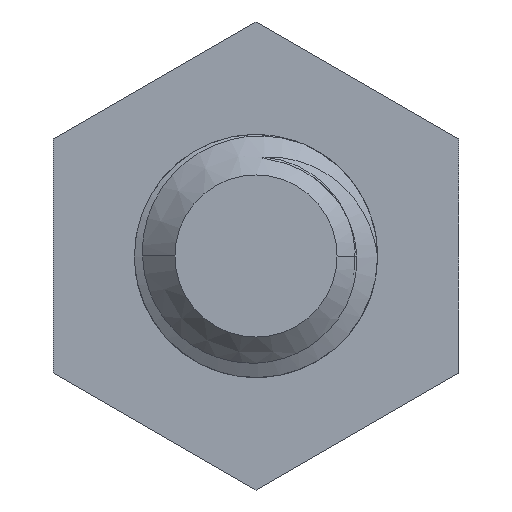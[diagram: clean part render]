
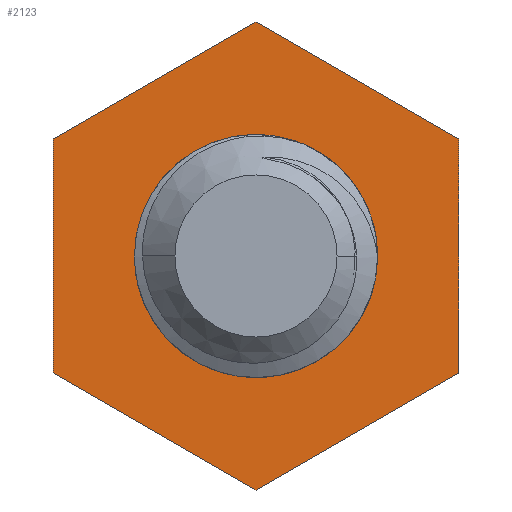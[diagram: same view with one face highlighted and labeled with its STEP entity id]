
A CAD part, front view. The second image highlights one B-rep face of the part: STEP entity #2123.
In plain terms, the highlighted planar face has unit normal (0, -1, 0).
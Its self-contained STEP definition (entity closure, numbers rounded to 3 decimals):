
#10 = CARTESIAN_POINT ( 'NONE',  ( -1.5, 0., 0. ) ) ;
#33 = CARTESIAN_POINT ( 'NONE',  ( 1.5, 0., -0.014 ) ) ;
#39 = CARTESIAN_POINT ( 'NONE',  ( 2.5, 0., 1.443 ) ) ;
#231 = DIRECTION ( 'NONE',  ( -1., 0., 0. ) ) ;
#233 = PLANE ( 'NONE',  #446 ) ;
#235 = CARTESIAN_POINT ( 'NONE',  ( 1.5, 0., 0. ) ) ;
#243 = DIRECTION ( 'NONE',  ( 0., 1., 0. ) ) ;
#348 = AXIS2_PLACEMENT_3D ( 'NONE', #3566, #3565, #3563 ) ;
#351 = AXIS2_PLACEMENT_3D ( 'NONE', #3825, #3824, #3823 ) ;
#446 = AXIS2_PLACEMENT_3D ( 'NONE', #235, #243, #231 ) ;
#458 = AXIS2_PLACEMENT_3D ( 'NONE', #2790, #3098, #3667 ) ;
#551 = FACE_OUTER_BOUND ( 'NONE', #4094, .T. ) ;
#555 = FACE_BOUND ( 'NONE', #4208, .T. ) ;
#560 = LINE ( 'NONE', #4599, #563 ) ;
#563 = VECTOR ( 'NONE', #4597, 1000. ) ;
#604 = VECTOR ( 'NONE', #4873, 1000. ) ;
#614 = LINE ( 'NONE', #4880, #604 ) ;
#652 = CIRCLE ( 'NONE', #1928, 1.5 ) ;
#680 = CIRCLE ( 'NONE', #348, 1.5 ) ;
#687 = CIRCLE ( 'NONE', #351, 1.5 ) ;
#715 = VECTOR ( 'NONE', #3585, 1000. ) ;
#717 = LINE ( 'NONE', #3611, #715 ) ;
#722 = VECTOR ( 'NONE', #3162, 1000. ) ;
#724 = LINE ( 'NONE', #3189, #722 ) ;
#725 = VECTOR ( 'NONE', #3140, 1000. ) ;
#727 = LINE ( 'NONE', #3021, #725 ) ;
#728 = CIRCLE ( 'NONE', #458, 1.5 ) ;
#731 = VECTOR ( 'NONE', #3587, 1000. ) ;
#732 = LINE ( 'NONE', #3480, #731 ) ;
#1928 = AXIS2_PLACEMENT_3D ( 'NONE', #4452, #4728, #4855 ) ;
#1941 = EDGE_CURVE ( 'NONE', #4396, #4069, #652, .T. ) ;
#1969 = EDGE_CURVE ( 'NONE', #4194, #4405, #614, .T. ) ;
#1991 = EDGE_CURVE ( 'NONE', #4382, #4143, #560, .T. ) ;
#2014 = EDGE_CURVE ( 'NONE', #4143, #4054, #732, .T. ) ;
#2019 = EDGE_CURVE ( 'NONE', #4405, #4382, #727, .T. ) ;
#2020 = EDGE_CURVE ( 'NONE', #4069, #4428, #728, .T. ) ;
#2021 = EDGE_CURVE ( 'NONE', #4054, #4250, #724, .T. ) ;
#2029 = EDGE_CURVE ( 'NONE', #4250, #4194, #717, .T. ) ;
#2061 = EDGE_CURVE ( 'NONE', #4026, #4396, #687, .T. ) ;
#2070 = EDGE_CURVE ( 'NONE', #4428, #4026, #680, .T. ) ;
#2123 = ADVANCED_FACE ( 'NONE', ( #555, #551 ), #233, .F. ) ;
#2790 = CARTESIAN_POINT ( 'NONE',  ( 0., 0., 0. ) ) ;
#3021 = CARTESIAN_POINT ( 'NONE',  ( -2.5, 0., -1.443 ) ) ;
#3098 = DIRECTION ( 'NONE',  ( 0., 1., 0. ) ) ;
#3140 = DIRECTION ( 'NONE',  ( 0., 0., 1. ) ) ;
#3162 = DIRECTION ( 'NONE',  ( 0., 0., -1. ) ) ;
#3189 = CARTESIAN_POINT ( 'NONE',  ( 2.5, 0., 1.443 ) ) ;
#3480 = CARTESIAN_POINT ( 'NONE',  ( 0., 0., 2.887 ) ) ;
#3563 = DIRECTION ( 'NONE',  ( -1., 0., 0. ) ) ;
#3565 = DIRECTION ( 'NONE',  ( 0., 1., 0. ) ) ;
#3566 = CARTESIAN_POINT ( 'NONE',  ( 0., 0., 0. ) ) ;
#3585 = DIRECTION ( 'NONE',  ( -0.866, 0., -0.5 ) ) ;
#3587 = DIRECTION ( 'NONE',  ( 0.866, 0., -0.5 ) ) ;
#3611 = CARTESIAN_POINT ( 'NONE',  ( 2.5, 0., -1.443 ) ) ;
#3667 = DIRECTION ( 'NONE',  ( -1., 0., 0. ) ) ;
#3823 = DIRECTION ( 'NONE',  ( -1., 0., 0. ) ) ;
#3824 = DIRECTION ( 'NONE',  ( 0., 1., 0. ) ) ;
#3825 = CARTESIAN_POINT ( 'NONE',  ( 0., 0., 0. ) ) ;
#4026 = VERTEX_POINT ( 'NONE', #33 ) ;
#4054 = VERTEX_POINT ( 'NONE', #39 ) ;
#4069 = VERTEX_POINT ( 'NONE', #10 ) ;
#4094 = EDGE_LOOP ( 'NONE', ( #4257, #4256, #4255, #4271, #4258, #4272 ) ) ;
#4143 = VERTEX_POINT ( 'NONE', #5201 ) ;
#4194 = VERTEX_POINT ( 'NONE', #5193 ) ;
#4208 = EDGE_LOOP ( 'NONE', ( #4249, #4253, #4259, #4254 ) ) ;
#4249 = ORIENTED_EDGE ( 'NONE', *, *, #2061, .T. ) ;
#4250 = VERTEX_POINT ( 'NONE', #5200 ) ;
#4253 = ORIENTED_EDGE ( 'NONE', *, *, #1941, .T. ) ;
#4254 = ORIENTED_EDGE ( 'NONE', *, *, #2070, .T. ) ;
#4255 = ORIENTED_EDGE ( 'NONE', *, *, #2019, .F. ) ;
#4256 = ORIENTED_EDGE ( 'NONE', *, *, #1991, .F. ) ;
#4257 = ORIENTED_EDGE ( 'NONE', *, *, #2014, .F. ) ;
#4258 = ORIENTED_EDGE ( 'NONE', *, *, #2029, .F. ) ;
#4259 = ORIENTED_EDGE ( 'NONE', *, *, #2020, .T. ) ;
#4271 = ORIENTED_EDGE ( 'NONE', *, *, #1969, .F. ) ;
#4272 = ORIENTED_EDGE ( 'NONE', *, *, #2021, .F. ) ;
#4382 = VERTEX_POINT ( 'NONE', #5165 ) ;
#4396 = VERTEX_POINT ( 'NONE', #5166 ) ;
#4405 = VERTEX_POINT ( 'NONE', #5154 ) ;
#4428 = VERTEX_POINT ( 'NONE', #5151 ) ;
#4452 = CARTESIAN_POINT ( 'NONE',  ( 0., 0., 0. ) ) ;
#4597 = DIRECTION ( 'NONE',  ( 0.866, 0., 0.5 ) ) ;
#4599 = CARTESIAN_POINT ( 'NONE',  ( -2.5, 0., 1.443 ) ) ;
#4728 = DIRECTION ( 'NONE',  ( 0., 1., 0. ) ) ;
#4855 = DIRECTION ( 'NONE',  ( -1., 0., 0. ) ) ;
#4873 = DIRECTION ( 'NONE',  ( -0.866, 0., 0.5 ) ) ;
#4880 = CARTESIAN_POINT ( 'NONE',  ( 0., 0., -2.887 ) ) ;
#5151 = CARTESIAN_POINT ( 'NONE',  ( 1.5, 0., 0. ) ) ;
#5154 = CARTESIAN_POINT ( 'NONE',  ( -2.5, 0., -1.443 ) ) ;
#5165 = CARTESIAN_POINT ( 'NONE',  ( -2.5, 0., 1.443 ) ) ;
#5166 = CARTESIAN_POINT ( 'NONE',  ( 1.061, 0., -1.061 ) ) ;
#5193 = CARTESIAN_POINT ( 'NONE',  ( 0., 0., -2.887 ) ) ;
#5200 = CARTESIAN_POINT ( 'NONE',  ( 2.5, 0., -1.443 ) ) ;
#5201 = CARTESIAN_POINT ( 'NONE',  ( 0., 0., 2.887 ) ) ;
